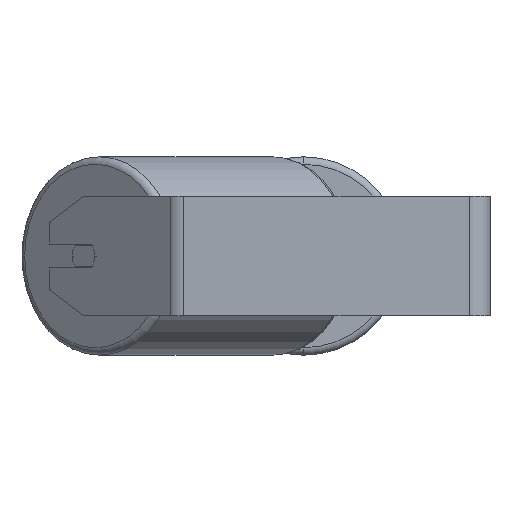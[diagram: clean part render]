
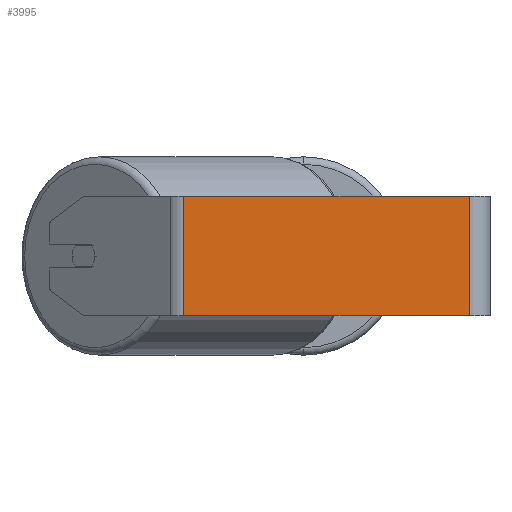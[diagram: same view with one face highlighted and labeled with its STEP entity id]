
A CAD part, left-side view. The second image highlights one B-rep face of the part: STEP entity #3995.
In plain terms, the highlighted planar face has unit normal (-1, 0, 0).
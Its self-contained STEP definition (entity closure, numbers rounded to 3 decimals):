
#23 = CARTESIAN_POINT ( 'NONE',  ( -350., 210.319, -40. ) ) ;
#177 = EDGE_CURVE ( 'NONE', #8054, #289, #4550, .T. ) ;
#194 = ORIENTED_EDGE ( 'NONE', *, *, #5732, .F. ) ;
#289 = VERTEX_POINT ( 'NONE', #6708 ) ;
#511 = CARTESIAN_POINT ( 'NONE',  ( -350., 210.319, 40. ) ) ;
#668 = CARTESIAN_POINT ( 'NONE',  ( -350., 14., 40. ) ) ;
#916 = VERTEX_POINT ( 'NONE', #3818 ) ;
#976 = ORIENTED_EDGE ( 'NONE', *, *, #177, .T. ) ;
#1493 = VECTOR ( 'NONE', #6384, 1000. ) ;
#1621 = EDGE_CURVE ( 'NONE', #916, #289, #7179, .T. ) ;
#1656 = DIRECTION ( 'NONE',  ( 0., 0., -1. ) ) ;
#1659 = EDGE_CURVE ( 'NONE', #1830, #8054, #4584, .T. ) ;
#1830 = VERTEX_POINT ( 'NONE', #2736 ) ;
#2222 = VECTOR ( 'NONE', #7189, 1000. ) ;
#2736 = CARTESIAN_POINT ( 'NONE',  ( -350., 205.223, 40. ) ) ;
#2914 = ORIENTED_EDGE ( 'NONE', *, *, #1621, .F. ) ;
#2927 = PLANE ( 'NONE',  #4472 ) ;
#3818 = CARTESIAN_POINT ( 'NONE',  ( -350., 14., 40. ) ) ;
#3953 = CARTESIAN_POINT ( 'NONE',  ( -350., 205.223, 40. ) ) ;
#3995 = ADVANCED_FACE ( 'NONE', ( #6036 ), #2927, .F. ) ;
#4472 = AXIS2_PLACEMENT_3D ( 'NONE', #4887, #7488, #1656 ) ;
#4550 = LINE ( 'NONE', #23, #2222 ) ;
#4584 = LINE ( 'NONE', #3953, #4829 ) ;
#4829 = VECTOR ( 'NONE', #6498, 1000. ) ;
#4887 = CARTESIAN_POINT ( 'NONE',  ( -350., 210.319, 40. ) ) ;
#5380 = VECTOR ( 'NONE', #7094, 1000. ) ;
#5575 = ORIENTED_EDGE ( 'NONE', *, *, #1659, .T. ) ;
#5732 = EDGE_CURVE ( 'NONE', #1830, #916, #7027, .T. ) ;
#6036 = FACE_OUTER_BOUND ( 'NONE', #7811, .T. ) ;
#6352 = CARTESIAN_POINT ( 'NONE',  ( -350., 205.223, -40. ) ) ;
#6384 = DIRECTION ( 'NONE',  ( 0., -1., 0. ) ) ;
#6498 = DIRECTION ( 'NONE',  ( 0., 0., -1. ) ) ;
#6708 = CARTESIAN_POINT ( 'NONE',  ( -350., 14., -40. ) ) ;
#7027 = LINE ( 'NONE', #511, #1493 ) ;
#7094 = DIRECTION ( 'NONE',  ( 0., 0., -1. ) ) ;
#7179 = LINE ( 'NONE', #668, #5380 ) ;
#7189 = DIRECTION ( 'NONE',  ( 0., -1., 0. ) ) ;
#7488 = DIRECTION ( 'NONE',  ( 1., 0., 0. ) ) ;
#7811 = EDGE_LOOP ( 'NONE', ( #976, #2914, #194, #5575 ) ) ;
#8054 = VERTEX_POINT ( 'NONE', #6352 ) ;
